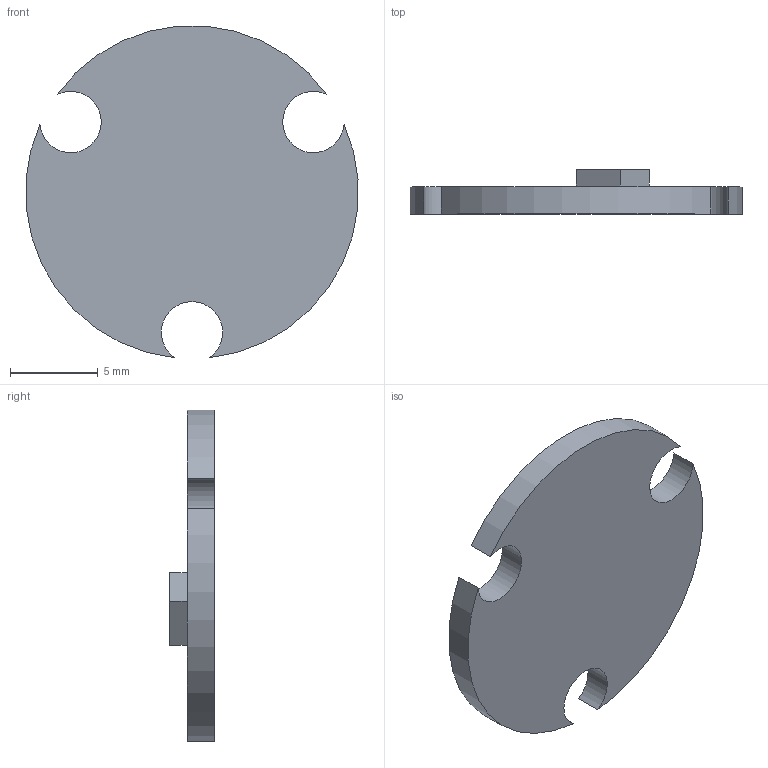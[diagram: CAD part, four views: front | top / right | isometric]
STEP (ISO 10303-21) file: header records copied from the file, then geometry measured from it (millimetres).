
FILE_DESCRIPTION(/* description */ ('Alibre Inc.'),/* implementation_level */ '2;1');
FILE_NAME(/* name */ 'export0',/* time_stamp */ '2015-07-05T23:02:09+12:00',/* author */ (''),/* organization */ (''),/* preprocessor_version */ 'ST-DEVELOPER v14',/* originating_system */ 'Alibre',/* authorisation */ '');
FILE_SCHEMA (('CONFIG_CONTROL_DESIGN'));
Length unit declared in the file: millimetre
Products named in the file (3): ID_1; ID_2
Bounding box: 18.94 x 2.55 x 18.91 mm (x, y, z)
Volume: 405.3 mm3; surface area: 666.2 mm2
Topology: 2 solids, 2 shells, 14 faces, 30 edges, 20 vertices
Faces by surface type: plane 8, cylinder 6
Entity records: 647 total; most frequent: CARTESIAN_POINT 62, ORIENTED_EDGE 60, DIRECTION 58, EDGE_CURVE 30, PERSON_AND_ORGANIZATION 28, AXIS2_PLACEMENT_3D 24, VERTEX_POINT 20, COORDINATED_UNIVERSAL_TIME_OFFSET 19
